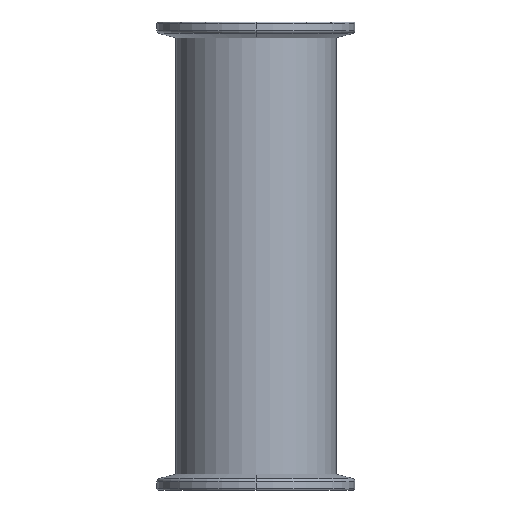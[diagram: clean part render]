
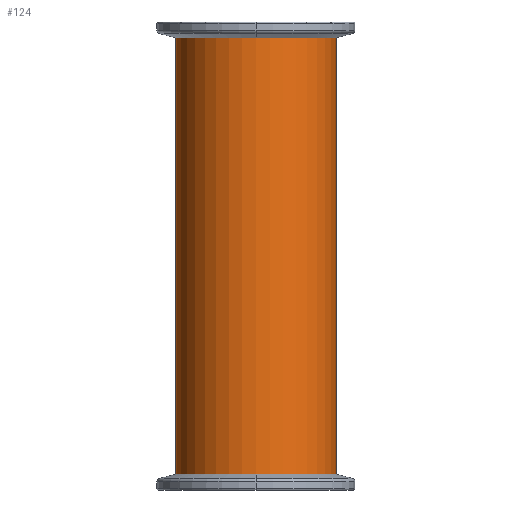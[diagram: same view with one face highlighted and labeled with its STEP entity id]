
A CAD part, front view. The second image highlights one B-rep face of the part: STEP entity #124.
In plain terms, the highlighted cylindrical face has radius 22.25 mm (diameter 44.5 mm), a partial arc.
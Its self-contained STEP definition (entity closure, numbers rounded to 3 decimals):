
#14 = AXIS2_PLACEMENT_3D ( 'NONE', #534, #77, #225 ) ;
#23 = DIRECTION ( 'NONE',  ( -1., 0., 0. ) ) ;
#26 = CIRCLE ( 'NONE', #14, 22.25 ) ;
#30 = AXIS2_PLACEMENT_3D ( 'NONE', #548, #155, #23 ) ;
#47 = VECTOR ( 'NONE', #567, 1000. ) ;
#65 = CARTESIAN_POINT ( 'NONE',  ( 22.25, 0., 61.5 ) ) ;
#77 = DIRECTION ( 'NONE',  ( 0., 0., 1. ) ) ;
#83 = DIRECTION ( 'NONE',  ( 0., 0., 1. ) ) ;
#106 = CARTESIAN_POINT ( 'NONE',  ( 22.25, 0., 61.5 ) ) ;
#123 = VERTEX_POINT ( 'NONE', #281 ) ;
#124 = ADVANCED_FACE ( 'NONE', ( #651 ), #180, .T. ) ;
#155 = DIRECTION ( 'NONE',  ( 0., 0., -1. ) ) ;
#180 = CYLINDRICAL_SURFACE ( 'NONE', #30, 22.25 ) ;
#225 = DIRECTION ( 'NONE',  ( 1., 0., 0. ) ) ;
#232 = CARTESIAN_POINT ( 'NONE',  ( -22.25, 0., 61.5 ) ) ;
#265 = CARTESIAN_POINT ( 'NONE',  ( 0., 0., -61.5 ) ) ;
#281 = CARTESIAN_POINT ( 'NONE',  ( -22.25, 0., -61.5 ) ) ;
#294 = EDGE_CURVE ( 'NONE', #682, #405, #26, .T. ) ;
#383 = CARTESIAN_POINT ( 'NONE',  ( 22.25, 0., -61.5 ) ) ;
#390 = DIRECTION ( 'NONE',  ( 0., 0., -1. ) ) ;
#405 = VERTEX_POINT ( 'NONE', #65 ) ;
#409 = CIRCLE ( 'NONE', #466, 22.25 ) ;
#447 = EDGE_CURVE ( 'NONE', #123, #594, #409, .T. ) ;
#466 = AXIS2_PLACEMENT_3D ( 'NONE', #265, #83, #485 ) ;
#485 = DIRECTION ( 'NONE',  ( 1., 0., 0. ) ) ;
#501 = LINE ( 'NONE', #232, #47 ) ;
#519 = ORIENTED_EDGE ( 'NONE', *, *, #706, .T. ) ;
#520 = EDGE_LOOP ( 'NONE', ( #689, #647, #519, #539 ) ) ;
#534 = CARTESIAN_POINT ( 'NONE',  ( 0., 0., 61.5 ) ) ;
#539 = ORIENTED_EDGE ( 'NONE', *, *, #447, .T. ) ;
#548 = CARTESIAN_POINT ( 'NONE',  ( 0., 0., 61.5 ) ) ;
#567 = DIRECTION ( 'NONE',  ( 0., 0., -1. ) ) ;
#594 = VERTEX_POINT ( 'NONE', #383 ) ;
#619 = VECTOR ( 'NONE', #390, 1000. ) ;
#638 = LINE ( 'NONE', #106, #619 ) ;
#639 = CARTESIAN_POINT ( 'NONE',  ( -22.25, 0., 61.5 ) ) ;
#647 = ORIENTED_EDGE ( 'NONE', *, *, #294, .F. ) ;
#651 = FACE_OUTER_BOUND ( 'NONE', #520, .T. ) ;
#674 = EDGE_CURVE ( 'NONE', #405, #594, #638, .T. ) ;
#682 = VERTEX_POINT ( 'NONE', #639 ) ;
#689 = ORIENTED_EDGE ( 'NONE', *, *, #674, .F. ) ;
#706 = EDGE_CURVE ( 'NONE', #682, #123, #501, .T. ) ;
